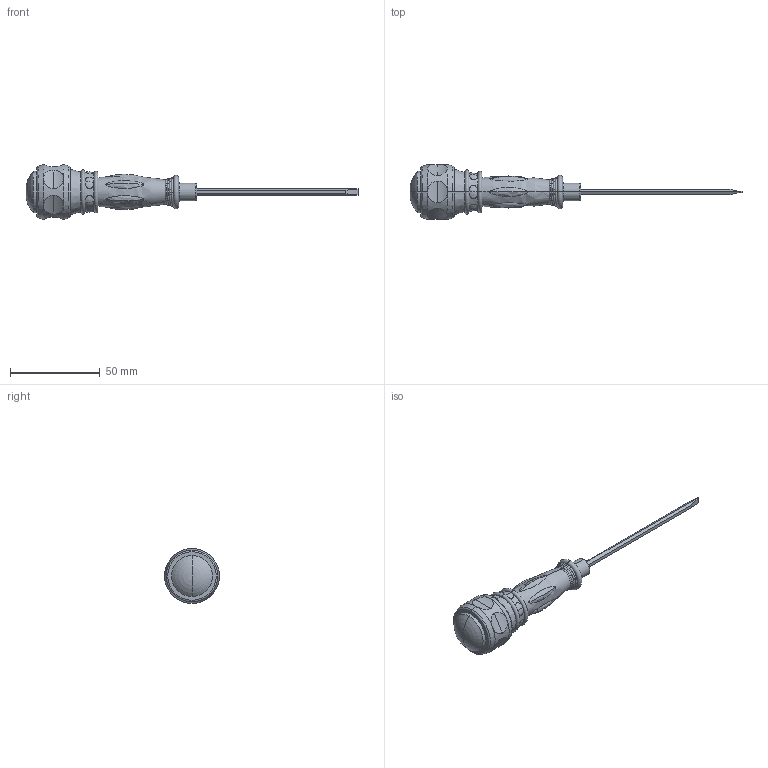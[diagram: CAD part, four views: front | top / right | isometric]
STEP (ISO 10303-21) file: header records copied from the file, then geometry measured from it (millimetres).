
FILE_DESCRIPTION (( 'STEP AP214' ), '1' );
FILE_NAME ('42991_TX_2in1 Screwdriver.STEP', '2018-05-16T20:44:56', ( '' ), ( '' ), 'SwSTEP 2.0', 'SolidWorks 2016', '' );
FILE_SCHEMA (( 'AUTOMOTIVE_DESIGN' ));
Length unit declared in the file: millimetre
Products named in the file (1): 42991_TX_2in1 Screwdriver
Bounding box: 185.1 x 30.5 x 30.5 mm (x, y, z)
Volume: 32320.4 mm3; surface area: 8189.3 mm2
Topology: 1 solids, 1 shells, 108 faces, 220 edges, 121 vertices
Faces by surface type: torus 38, cylinder 24, cone 22, plane 12, sphere 12
Entity records: 5216 total; most frequent: CARTESIAN_POINT 1772, DIRECTION 504, ORIENTED_EDGE 436, AXIS2_PLACEMENT_3D 229, EDGE_CURVE 218, VERTEX_POINT 121, CIRCLE 120, EDGE_LOOP 117
